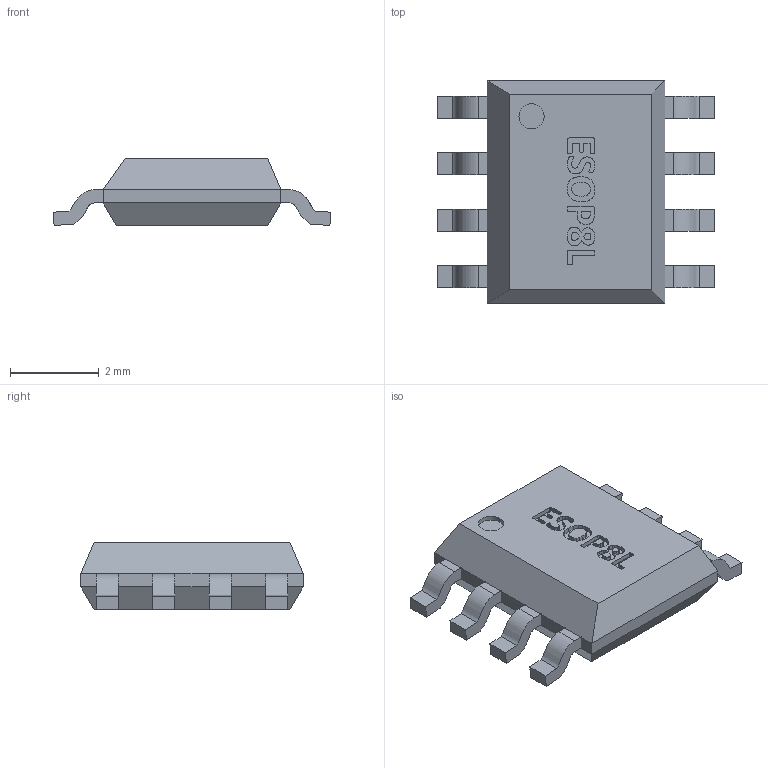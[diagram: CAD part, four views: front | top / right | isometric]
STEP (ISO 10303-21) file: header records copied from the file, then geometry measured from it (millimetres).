
FILE_DESCRIPTION(/* description */ (''),/* implementation_level */ '2;1');
FILE_NAME(/* name */ 'ESOP8L.step',/* time_stamp */ '2022-07-26T09:48:09+08:00',/* author */ (''),/* organization */ (''),/* preprocessor_version */ 'ST-DEVELOPER v19',/* originating_system */ 'Autodesk Translation Framework v11.7.0.108',/* authorisation */ '');
FILE_SCHEMA (('AUTOMOTIVE_DESIGN { 1 0 10303 214 3 1 1 }'));
Length unit declared in the file: millimetre
Products named in the file (3): ESOP8L; 零部件1; 零部件2
Assembly tree (2 placements, depth 2):
  ESOP8L
    零部件1
    零部件2
Bounding box: 6.24 x 5 x 1.51 mm (x, y, z)
Volume: 30.5 mm3; surface area: 102.9 mm2
Topology: 5 solids, 5 shells, 326 faces, 907 edges, 602 vertices
Faces by surface type: bspline 240, plane 85, cylinder 1
Full cylindrical faces by diameter (mm): 0.566 x1
Entity records: 13175 total; most frequent: CARTESIAN_POINT 6400, ORIENTED_EDGE 1814, EDGE_CURVE 907, DIRECTION 611, VERTEX_POINT 602, B_SPLINE_CURVE_WITH_KNOTS 464, LINE 425, VECTOR 425
